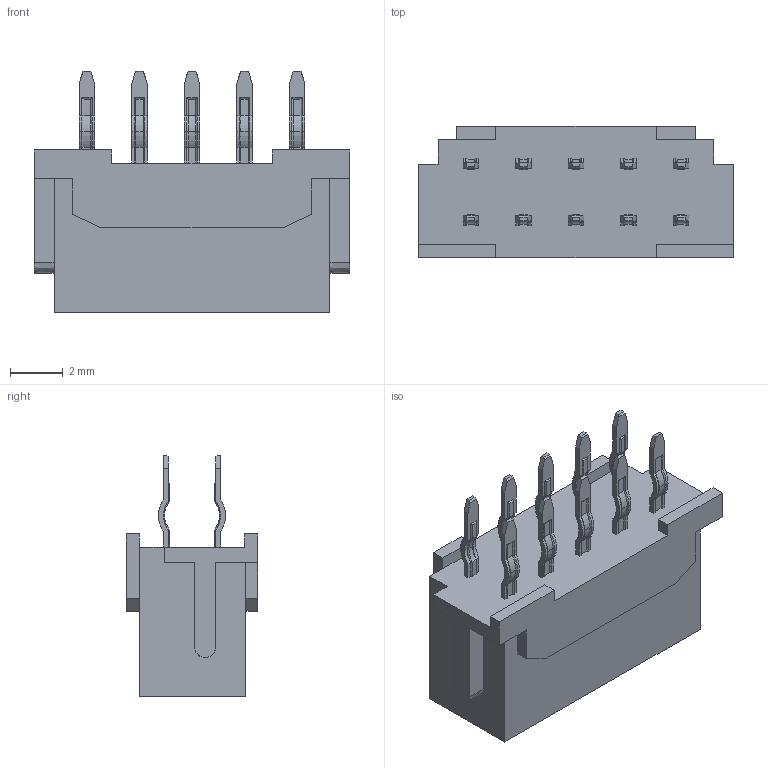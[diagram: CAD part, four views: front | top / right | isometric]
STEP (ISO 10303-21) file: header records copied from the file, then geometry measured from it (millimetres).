
FILE_DESCRIPTION(('OneSpaceDesigner STEP Export'),'2;1');
FILE_NAME('DF11-10DS-2DSA.stp','2007-03-22T14:10:20',(''),(''),'OneSpace Designer STEP processor (Jan. 2003) for AP214(CD)(Solid Model)','OneSpace Designer 12.00 10-Sep-2003 (C) CoCreate Software GmbH','');
FILE_SCHEMA(('AUTOMOTIVE_DESIGN_CC2 {1 2 10303 214 -1 1 5 1}'));
Length unit declared in the file: millimetre
Products named in the file (2): DF11-10DS-2DSAÈª
Assembly tree (1 placements, depth 2):
  DF11-10DS-2DSAÈª
    DF11-10DS-2DSAÈª
Bounding box: 12 x 5 x 9.2 mm (x, y, z)
Volume: 275.3 mm3; surface area: 376.8 mm2
Topology: 1 solids, 1 shells, 556 faces, 1440 edges, 906 vertices
Faces by surface type: plane 252, cylinder 220, torus 80, bspline 4
Entity records: 20375 total; most frequent: CARTESIAN_POINT 7876, ORIENTED_EDGE 2880, DIRECTION 2078, EDGE_CURVE 1440, VERTEX_POINT 906, VECTOR 870, LINE 870, AXIS2_PLACEMENT_3D 604
